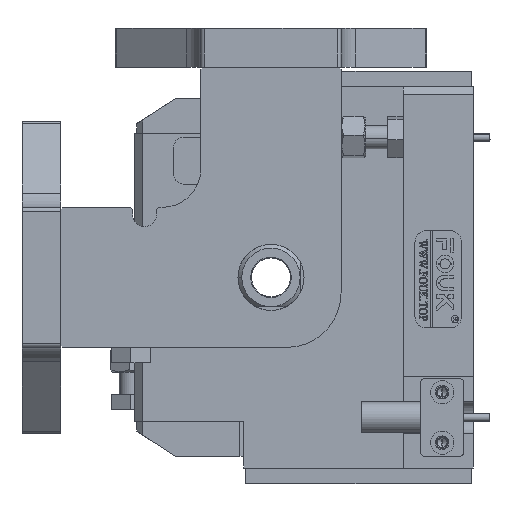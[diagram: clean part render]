
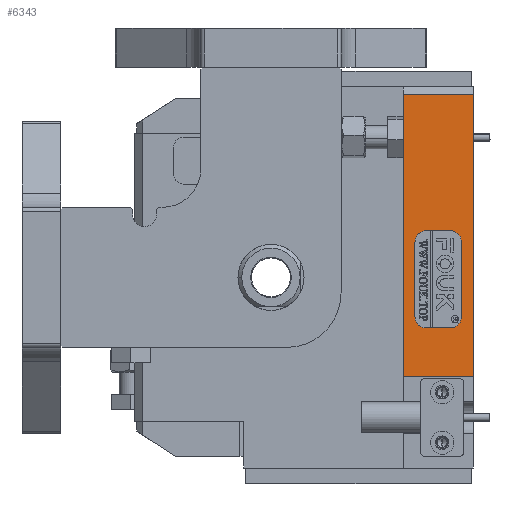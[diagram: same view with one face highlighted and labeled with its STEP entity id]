
A CAD part, left-side view. The second image highlights one B-rep face of the part: STEP entity #6343.
In plain terms, the highlighted planar face has unit normal (-1, 0, 0).
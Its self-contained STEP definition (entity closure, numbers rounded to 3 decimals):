
#538 = DIRECTION ( 'NONE',  ( 0., 1., 0. ) ) ;
#709 = EDGE_CURVE ( 'NONE', #21441, #38018, #7137, .T. ) ;
#1970 = CIRCLE ( 'NONE', #2088, 2.915 ) ;
#2085 = EDGE_CURVE ( 'NONE', #36010, #21427, #25204, .T. ) ;
#2088 = AXIS2_PLACEMENT_3D ( 'NONE', #8559, #30658, #18381 ) ;
#2175 = DIRECTION ( 'NONE',  ( 0., -1., 0. ) ) ;
#2181 = CARTESIAN_POINT ( 'NONE',  ( -55., 5.915, -62. ) ) ;
#2252 = CARTESIAN_POINT ( 'NONE',  ( -55., 15., -39.915 ) ) ;
#2765 = CIRCLE ( 'NONE', #11467, 2.915 ) ;
#3449 = EDGE_CURVE ( 'NONE', #36010, #3712, #20131, .T. ) ;
#3712 = VERTEX_POINT ( 'NONE', #40190 ) ;
#4069 = DIRECTION ( 'NONE',  ( 0., 0., 1. ) ) ;
#4370 = EDGE_CURVE ( 'NONE', #35555, #20929, #16071, .T. ) ;
#4461 = CARTESIAN_POINT ( 'NONE',  ( -55., 5.915, -37. ) ) ;
#4740 = DIRECTION ( 'NONE',  ( 1., 0., 0. ) ) ;
#5001 = CARTESIAN_POINT ( 'NONE',  ( -55., 12.085, -59.085 ) ) ;
#5088 = CARTESIAN_POINT ( 'NONE',  ( -55., 18., -98. ) ) ;
#6110 = CARTESIAN_POINT ( 'NONE',  ( -55., 3., -39.915 ) ) ;
#6343 = ADVANCED_FACE ( 'NONE', ( #31141, #7500 ), #14725, .F. ) ;
#6552 = DIRECTION ( 'NONE',  ( 0., 1., 0. ) ) ;
#6570 = VECTOR ( 'NONE', #10583, 1000. ) ;
#6654 = EDGE_LOOP ( 'NONE', ( #24974, #28915, #34755, #37537 ) ) ;
#6829 = AXIS2_PLACEMENT_3D ( 'NONE', #40418, #21114, #40556 ) ;
#6887 = DIRECTION ( 'NONE',  ( -1., 0., 0. ) ) ;
#7099 = VECTOR ( 'NONE', #41262, 1000. ) ;
#7137 = CIRCLE ( 'NONE', #16494, 2.915 ) ;
#7219 = EDGE_CURVE ( 'NONE', #22408, #35555, #18482, .T. ) ;
#7500 = FACE_OUTER_BOUND ( 'NONE', #6654, .T. ) ;
#7801 = CARTESIAN_POINT ( 'NONE',  ( -55., 5.915, -62. ) ) ;
#8559 = CARTESIAN_POINT ( 'NONE',  ( -55., 5.915, -59.085 ) ) ;
#8622 = CARTESIAN_POINT ( 'NONE',  ( -55., 0., -2. ) ) ;
#8742 = VERTEX_POINT ( 'NONE', #8622 ) ;
#8784 = CARTESIAN_POINT ( 'NONE',  ( -55., 18., -2. ) ) ;
#9844 = EDGE_CURVE ( 'NONE', #20929, #30568, #2765, .T. ) ;
#9943 = CARTESIAN_POINT ( 'NONE',  ( -55., 12.085, -62. ) ) ;
#10053 = CARTESIAN_POINT ( 'NONE',  ( -55., 15., -39.915 ) ) ;
#10240 = CARTESIAN_POINT ( 'NONE',  ( -55., 5.915, -39.915 ) ) ;
#10251 = CARTESIAN_POINT ( 'NONE',  ( -55., 3., -39.915 ) ) ;
#10583 = DIRECTION ( 'NONE',  ( 0., -1., 0. ) ) ;
#10817 = ORIENTED_EDGE ( 'NONE', *, *, #23932, .F. ) ;
#10969 = EDGE_CURVE ( 'NONE', #38018, #22408, #33415, .T. ) ;
#11467 = AXIS2_PLACEMENT_3D ( 'NONE', #5001, #34122, #2175 ) ;
#11505 = DIRECTION ( 'NONE',  ( 0., 1., 0. ) ) ;
#12513 = ORIENTED_EDGE ( 'NONE', *, *, #7219, .F. ) ;
#13299 = CARTESIAN_POINT ( 'NONE',  ( -55., 0., -98. ) ) ;
#13433 = EDGE_CURVE ( 'NONE', #3712, #8742, #33251, .T. ) ;
#13445 = CARTESIAN_POINT ( 'NONE',  ( -55., 15., -59.085 ) ) ;
#14584 = VECTOR ( 'NONE', #28541, 1000. ) ;
#14639 = VECTOR ( 'NONE', #32036, 1000. ) ;
#14725 = PLANE ( 'NONE',  #29748 ) ;
#16071 = LINE ( 'NONE', #2252, #14584 ) ;
#16494 = AXIS2_PLACEMENT_3D ( 'NONE', #10240, #6887, #538 ) ;
#17993 = ORIENTED_EDGE ( 'NONE', *, *, #25370, .F. ) ;
#18285 = VECTOR ( 'NONE', #27430, 1000. ) ;
#18381 = DIRECTION ( 'NONE',  ( 0., -1., 0. ) ) ;
#18482 = CIRCLE ( 'NONE', #6829, 2.915 ) ;
#18873 = ORIENTED_EDGE ( 'NONE', *, *, #709, .F. ) ;
#19894 = CARTESIAN_POINT ( 'NONE',  ( -55., 0., -2. ) ) ;
#20131 = LINE ( 'NONE', #39387, #31210 ) ;
#20929 = VERTEX_POINT ( 'NONE', #13445 ) ;
#21114 = DIRECTION ( 'NONE',  ( -1., 0., 0. ) ) ;
#21427 = VERTEX_POINT ( 'NONE', #8784 ) ;
#21441 = VERTEX_POINT ( 'NONE', #6110 ) ;
#21467 = VECTOR ( 'NONE', #4069, 1000. ) ;
#21830 = LINE ( 'NONE', #19894, #26857 ) ;
#22408 = VERTEX_POINT ( 'NONE', #32834 ) ;
#23932 = EDGE_CURVE ( 'NONE', #37258, #21441, #30020, .T. ) ;
#24013 = ORIENTED_EDGE ( 'NONE', *, *, #26107, .F. ) ;
#24974 = ORIENTED_EDGE ( 'NONE', *, *, #2085, .F. ) ;
#25204 = LINE ( 'NONE', #5088, #7099 ) ;
#25370 = EDGE_CURVE ( 'NONE', #30568, #33444, #30735, .T. ) ;
#26107 = EDGE_CURVE ( 'NONE', #33444, #37258, #1970, .T. ) ;
#26857 = VECTOR ( 'NONE', #6552, 1000. ) ;
#27430 = DIRECTION ( 'NONE',  ( 0., 1., 0. ) ) ;
#28374 = EDGE_LOOP ( 'NONE', ( #30904, #12513, #38802, #18873, #10817, #24013, #17993, #29776 ) ) ;
#28541 = DIRECTION ( 'NONE',  ( 0., 0., -1. ) ) ;
#28593 = CARTESIAN_POINT ( 'NONE',  ( -55., 18., -74.5 ) ) ;
#28915 = ORIENTED_EDGE ( 'NONE', *, *, #3449, .T. ) ;
#29748 = AXIS2_PLACEMENT_3D ( 'NONE', #33878, #4740, #11505 ) ;
#29776 = ORIENTED_EDGE ( 'NONE', *, *, #9844, .F. ) ;
#30020 = LINE ( 'NONE', #10251, #21467 ) ;
#30358 = DIRECTION ( 'NONE',  ( 0., -1., 0. ) ) ;
#30568 = VERTEX_POINT ( 'NONE', #9943 ) ;
#30658 = DIRECTION ( 'NONE',  ( -1., 0., 0. ) ) ;
#30735 = LINE ( 'NONE', #7801, #6570 ) ;
#30904 = ORIENTED_EDGE ( 'NONE', *, *, #4370, .F. ) ;
#31141 = FACE_BOUND ( 'NONE', #28374, .T. ) ;
#31210 = VECTOR ( 'NONE', #30358, 1000. ) ;
#32036 = DIRECTION ( 'NONE',  ( 0., 0., 1. ) ) ;
#32834 = CARTESIAN_POINT ( 'NONE',  ( -55., 12.085, -37. ) ) ;
#33135 = CARTESIAN_POINT ( 'NONE',  ( -55., 3., -59.085 ) ) ;
#33251 = LINE ( 'NONE', #13299, #14639 ) ;
#33415 = LINE ( 'NONE', #39992, #18285 ) ;
#33444 = VERTEX_POINT ( 'NONE', #2181 ) ;
#33878 = CARTESIAN_POINT ( 'NONE',  ( -55., 0., -98. ) ) ;
#34122 = DIRECTION ( 'NONE',  ( -1., 0., 0. ) ) ;
#34755 = ORIENTED_EDGE ( 'NONE', *, *, #13433, .T. ) ;
#35551 = EDGE_CURVE ( 'NONE', #8742, #21427, #21830, .T. ) ;
#35555 = VERTEX_POINT ( 'NONE', #10053 ) ;
#36010 = VERTEX_POINT ( 'NONE', #28593 ) ;
#37258 = VERTEX_POINT ( 'NONE', #33135 ) ;
#37537 = ORIENTED_EDGE ( 'NONE', *, *, #35551, .T. ) ;
#38018 = VERTEX_POINT ( 'NONE', #4461 ) ;
#38802 = ORIENTED_EDGE ( 'NONE', *, *, #10969, .F. ) ;
#39387 = CARTESIAN_POINT ( 'NONE',  ( -55., 0., -74.5 ) ) ;
#39992 = CARTESIAN_POINT ( 'NONE',  ( -55., 5.915, -37. ) ) ;
#40190 = CARTESIAN_POINT ( 'NONE',  ( -55., 0., -74.5 ) ) ;
#40418 = CARTESIAN_POINT ( 'NONE',  ( -55., 12.085, -39.915 ) ) ;
#40556 = DIRECTION ( 'NONE',  ( 0., 1., 0. ) ) ;
#41262 = DIRECTION ( 'NONE',  ( 0., 0., 1. ) ) ;
